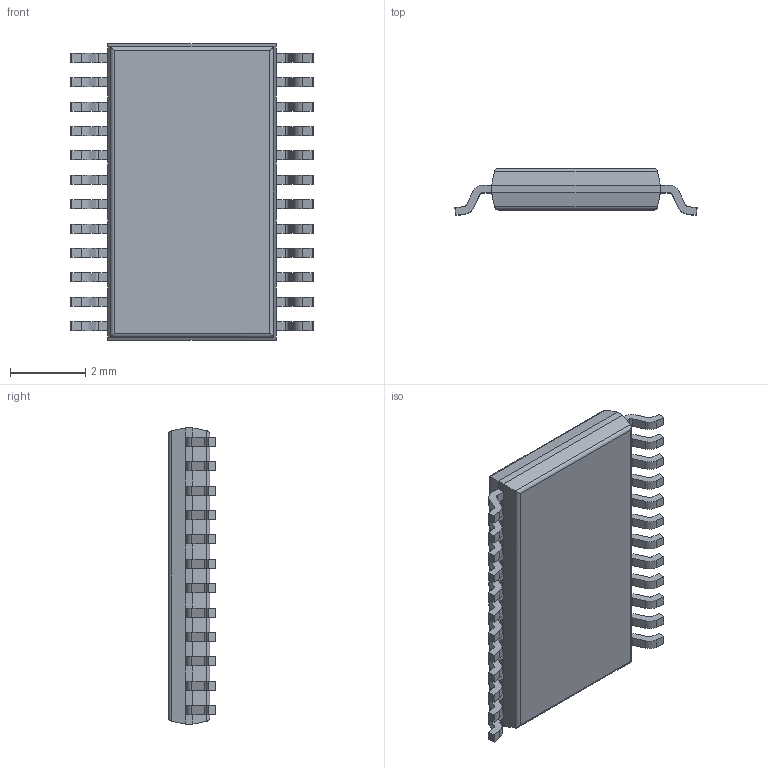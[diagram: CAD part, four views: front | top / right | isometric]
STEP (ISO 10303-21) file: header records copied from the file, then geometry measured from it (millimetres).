
FILE_DESCRIPTION (( 'STEP AP214' ), '1' );
FILE_NAME ('User Library-IPC SO.STEP', '2012-11-03T15:00:56', ( 'Windows User' ), ( '' ), 'SwSTEP 2.0', 'SolidWorks 2013', '' );
FILE_SCHEMA (( 'AUTOMOTIVE_DESIGN' ));
Length unit declared in the file: millimetre
Products named in the file (1): User Library-IPC SO
Bounding box: 6.46 x 1.25 x 7.9 mm (x, y, z)
Volume: 39.5 mm3; surface area: 119.6 mm2
Topology: 1 solids, 1 shells, 361 faces, 962 edges, 604 vertices
Faces by surface type: plane 255, cylinder 106
Entity records: 14898 total; most frequent: CARTESIAN_POINT 1952, ORIENTED_EDGE 1924, DIRECTION 1874, EDGE_CURVE 962, LINE 758, VECTOR 758, VERTEX_POINT 604, AXIS2_PLACEMENT_3D 558
